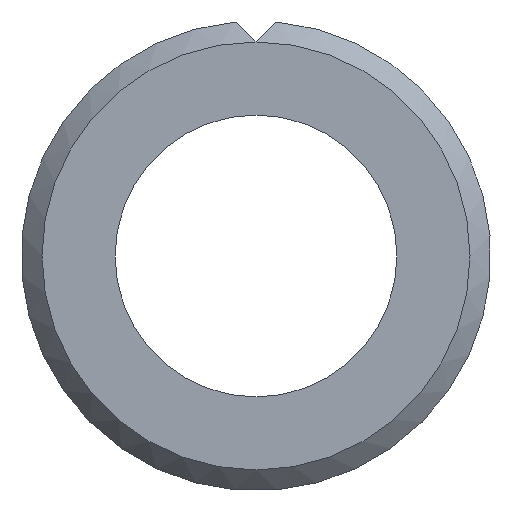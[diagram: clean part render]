
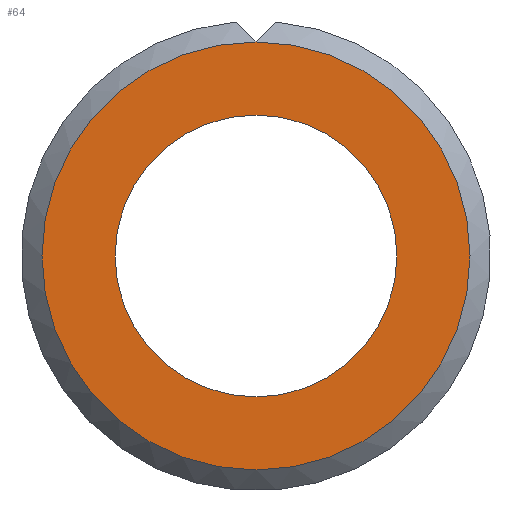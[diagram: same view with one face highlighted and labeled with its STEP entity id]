
A CAD part, left-side view. The second image highlights one B-rep face of the part: STEP entity #64.
In plain terms, the highlighted planar face has unit normal (-1, 0, 0).
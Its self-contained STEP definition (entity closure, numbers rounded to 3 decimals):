
#48=PLANE('',#157);
#54=FACE_BOUND('',#78,.T.);
#55=FACE_BOUND('',#79,.T.);
#64=ADVANCED_FACE('',(#54,#55),#48,.T.);
#78=EDGE_LOOP('',(#100));
#79=EDGE_LOOP('',(#101));
#100=ORIENTED_EDGE('',*,*,#135,.F.);
#101=ORIENTED_EDGE('',*,*,#136,.T.);
#125=VERTEX_POINT('',#210);
#126=VERTEX_POINT('',#213);
#135=EDGE_CURVE('',#125,#125,#146,.T.);
#136=EDGE_CURVE('',#126,#126,#147,.T.);
#146=CIRCLE('',#154,2.7);
#147=CIRCLE('',#156,4.1);
#154=AXIS2_PLACEMENT_3D('',#209,#176,#177);
#156=AXIS2_PLACEMENT_3D('',#212,#180,#181);
#157=AXIS2_PLACEMENT_3D('',#214,#182,#183);
#176=DIRECTION('',(-1.,0.,0.));
#177=DIRECTION('',(0.,0.,1.));
#180=DIRECTION('',(-1.,0.,0.));
#181=DIRECTION('',(0.,0.,1.));
#182=DIRECTION('',(-1.,0.,0.));
#183=DIRECTION('',(0.,0.,1.));
#209=CARTESIAN_POINT('',(2.9,0.,0.));
#210=CARTESIAN_POINT('',(2.9,0.,2.7));
#212=CARTESIAN_POINT('',(2.9,0.,0.));
#213=CARTESIAN_POINT('',(2.9,0.,4.1));
#214=CARTESIAN_POINT('',(2.9,0.,0.));
